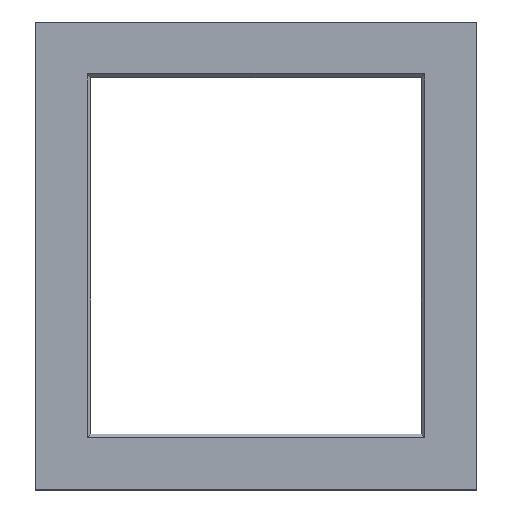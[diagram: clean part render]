
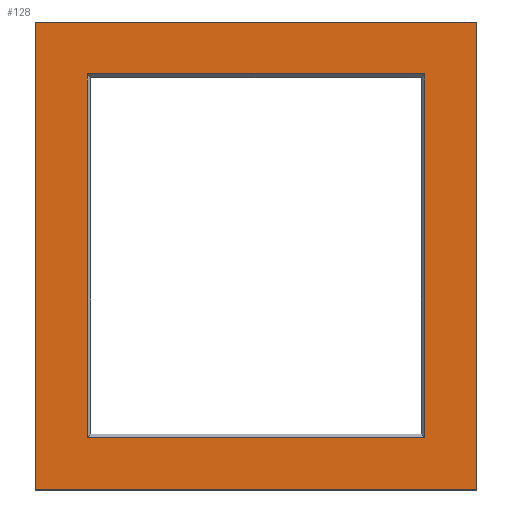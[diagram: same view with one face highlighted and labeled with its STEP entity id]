
A CAD part, top view. The second image highlights one B-rep face of the part: STEP entity #128.
In plain terms, the highlighted planar face has unit normal (0, 0, 1).
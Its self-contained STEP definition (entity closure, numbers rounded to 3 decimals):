
#55=CARTESIAN_POINT('',(0.,0.,3.998));
#56=DIRECTION('',(0.,0.,1.));
#57=DIRECTION('',(1.,0.,-0.));
#58=AXIS2_PLACEMENT_3D('',#55,#56,#57);
#59=PLANE('',#58);
#60=CARTESIAN_POINT('',(-8.688,-10.55,3.998));
#61=VERTEX_POINT('',#60);
#62=CARTESIAN_POINT('',(-8.688,9.05,3.998));
#63=VERTEX_POINT('',#62);
#64=CARTESIAN_POINT('',(-8.688,-10.55,3.998));
#65=DIRECTION('',(0.,1.,0.));
#66=VECTOR('',#65,19.6);
#67=LINE('',#64,#66);
#68=EDGE_CURVE('',#61,#63,#67,.T.);
#69=ORIENTED_EDGE('',*,*,#68,.T.);
#70=CARTESIAN_POINT('',(9.512,9.05,3.998));
#71=VERTEX_POINT('',#70);
#72=CARTESIAN_POINT('',(-8.688,9.05,3.998));
#73=DIRECTION('',(1.,0.,-0.));
#74=VECTOR('',#73,18.2);
#75=LINE('',#72,#74);
#76=EDGE_CURVE('',#63,#71,#75,.T.);
#77=ORIENTED_EDGE('',*,*,#76,.T.);
#78=CARTESIAN_POINT('',(9.512,-10.55,3.998));
#79=VERTEX_POINT('',#78);
#80=CARTESIAN_POINT('',(9.512,9.05,3.998));
#81=DIRECTION('',(0.,-1.,0.));
#82=VECTOR('',#81,19.6);
#83=LINE('',#80,#82);
#84=EDGE_CURVE('',#71,#79,#83,.T.);
#85=ORIENTED_EDGE('',*,*,#84,.T.);
#86=CARTESIAN_POINT('',(9.512,-10.55,3.998));
#87=DIRECTION('',(-1.,0.,0.));
#88=VECTOR('',#87,18.2);
#89=LINE('',#86,#88);
#90=EDGE_CURVE('',#79,#61,#89,.T.);
#91=ORIENTED_EDGE('',*,*,#90,.T.);
#92=EDGE_LOOP('',(#69,#77,#85,#91));
#93=FACE_BOUND('',#92,.T.);
#94=CARTESIAN_POINT('',(12.312,11.85,3.998));
#95=VERTEX_POINT('',#94);
#96=CARTESIAN_POINT('',(12.312,-13.35,3.998));
#97=VERTEX_POINT('',#96);
#98=CARTESIAN_POINT('',(12.312,11.85,3.998));
#99=DIRECTION('',(0.,-1.,0.));
#100=VECTOR('',#99,25.2);
#101=LINE('',#98,#100);
#102=EDGE_CURVE('',#95,#97,#101,.T.);
#103=ORIENTED_EDGE('',*,*,#102,.F.);
#104=CARTESIAN_POINT('',(-11.488,11.85,3.998));
#105=VERTEX_POINT('',#104);
#106=CARTESIAN_POINT('',(12.312,11.85,3.998));
#107=DIRECTION('',(-1.,0.,0.));
#108=VECTOR('',#107,23.8);
#109=LINE('',#106,#108);
#110=EDGE_CURVE('',#95,#105,#109,.T.);
#111=ORIENTED_EDGE('',*,*,#110,.T.);
#112=CARTESIAN_POINT('',(-11.488,-13.35,3.998));
#113=VERTEX_POINT('',#112);
#114=CARTESIAN_POINT('',(-11.488,-13.35,3.998));
#115=DIRECTION('',(0.,1.,0.));
#116=VECTOR('',#115,25.2);
#117=LINE('',#114,#116);
#118=EDGE_CURVE('',#113,#105,#117,.T.);
#119=ORIENTED_EDGE('',*,*,#118,.F.);
#120=CARTESIAN_POINT('',(-11.488,-13.35,3.998));
#121=DIRECTION('',(1.,0.,-0.));
#122=VECTOR('',#121,23.8);
#123=LINE('',#120,#122);
#124=EDGE_CURVE('',#113,#97,#123,.T.);
#125=ORIENTED_EDGE('',*,*,#124,.T.);
#126=EDGE_LOOP('',(#103,#111,#119,#125));
#127=FACE_BOUND('',#126,.T.);
#128=ADVANCED_FACE('',(#93,#127),#59,.T.);
